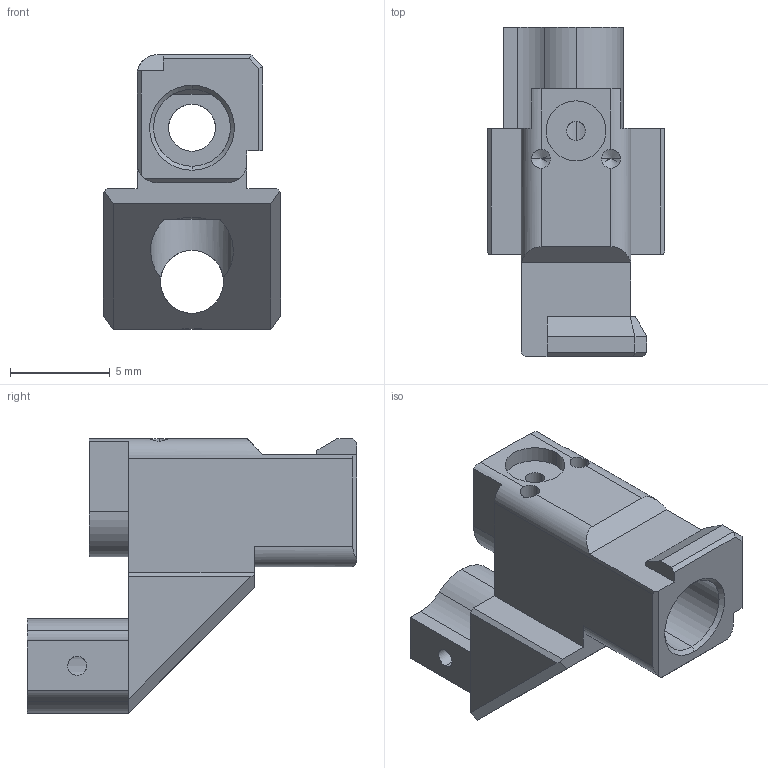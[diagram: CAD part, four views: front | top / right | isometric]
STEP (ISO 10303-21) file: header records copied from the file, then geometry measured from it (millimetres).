
FILE_DESCRIPTION (( 'STEP AP203' ), '1' );
FILE_NAME ('1_Main_frame.STEP', '2020-07-31T03:40:20', ( '' ), ( '' ), 'SwSTEP 2.0', 'SolidWorks 2020', '' );
FILE_SCHEMA (( 'CONFIG_CONTROL_DESIGN' ));
Length unit declared in the file: millimetre
Products named in the file (1): 1_Main_frame
Bounding box: 8.9 x 16.5 x 13.73 mm (x, y, z)
Volume: 519.9 mm3; surface area: 917.1 mm2
Topology: 1 solids, 1 shells, 114 faces, 321 edges, 206 vertices
Faces by surface type: plane 55, cylinder 47, cone 12
Entity records: 3868 total; most frequent: CARTESIAN_POINT 876, ORIENTED_EDGE 634, DIRECTION 590, EDGE_CURVE 317, VERTEX_POINT 206, AXIS2_PLACEMENT_3D 204, LINE 182, VECTOR 182
